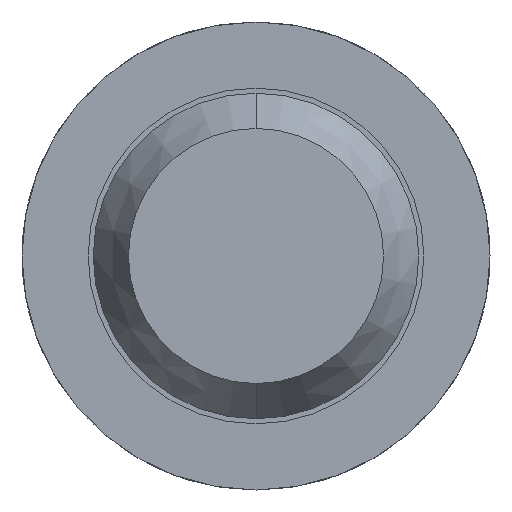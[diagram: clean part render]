
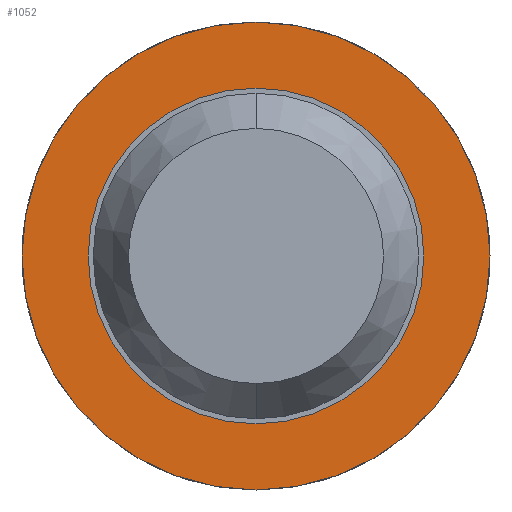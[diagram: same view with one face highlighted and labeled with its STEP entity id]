
A CAD part, front view. The second image highlights one B-rep face of the part: STEP entity #1052.
In plain terms, the highlighted planar face has unit normal (0, -1, 0).
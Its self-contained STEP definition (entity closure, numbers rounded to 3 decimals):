
#35 = CIRCLE ( 'NONE', #4187, 1.15 ) ;
#94 = ORIENTED_EDGE ( 'NONE', *, *, #2207, .F. ) ;
#378 = DIRECTION ( 'NONE',  ( 0., 0., 1. ) ) ;
#578 = AXIS2_PLACEMENT_3D ( 'NONE', #3371, #1531, #4068 ) ;
#707 = DIRECTION ( 'NONE',  ( 0., 1., 0. ) ) ;
#710 = VERTEX_POINT ( 'NONE', #4497 ) ;
#953 = EDGE_CURVE ( 'Defeature ausgef�hrt1_31+Defeature ausgef�hrt1_38+Defeature ausgef�hrt1_38+Defeature ausgef�hrt1_38', #3897, #710, #35, .T. ) ;
#966 = DIRECTION ( 'NONE',  ( 0., 0., 1. ) ) ;
#1009 = CARTESIAN_POINT ( 'NONE',  ( 0.825, -1.7, 0. ) ) ;
#1052 = ADVANCED_FACE ( 'Defeature ausgef�hrt1_38', ( #3005, #1566 ), #2119, .F. ) ;
#1073 = ORIENTED_EDGE ( 'NONE', *, *, #1935, .T. ) ;
#1201 = EDGE_LOOP ( 'NONE', ( #1996, #94 ) ) ;
#1390 = CARTESIAN_POINT ( 'NONE',  ( 0., -1.7, 0. ) ) ;
#1468 = CARTESIAN_POINT ( 'NONE',  ( 0., -1.7, 0. ) ) ;
#1531 = DIRECTION ( 'NONE',  ( 0., 1., 0. ) ) ;
#1566 = FACE_BOUND ( 'NONE', #2036, .T. ) ;
#1637 = AXIS2_PLACEMENT_3D ( 'NONE', #1009, #707, #1971 ) ;
#1646 = CARTESIAN_POINT ( 'NONE',  ( 0., -1.7, 1.15 ) ) ;
#1935 = EDGE_CURVE ( 'Defeature ausgef�hrt1_38+Defeature ausgef�hrt1_37+Defeature ausgef�hrt1_37+Defeature ausgef�hrt1_37', #3046, #4250, #2127, .T. ) ;
#1971 = DIRECTION ( 'NONE',  ( 0., 0., 1. ) ) ;
#1996 = ORIENTED_EDGE ( 'NONE', *, *, #953, .F. ) ;
#2036 = EDGE_LOOP ( 'NONE', ( #1073, #4511 ) ) ;
#2119 = PLANE ( 'NONE',  #1637 ) ;
#2127 = CIRCLE ( 'NONE', #3421, 0.825 ) ;
#2194 = DIRECTION ( 'NONE',  ( 0., 1., 0. ) ) ;
#2207 = EDGE_CURVE ( 'Defeature ausgef�hrt1_31+Defeature ausgef�hrt1_38+Defeature ausgef�hrt1_38+Defeature ausgef�hrt1_38', #710, #3897, #2707, .T. ) ;
#2612 = CIRCLE ( 'NONE', #578, 0.825 ) ;
#2707 = CIRCLE ( 'NONE', #3251, 1.15 ) ;
#2765 = DIRECTION ( 'NONE',  ( 0., 1., 0. ) ) ;
#2918 = CARTESIAN_POINT ( 'NONE',  ( 0., -1.7, 0.825 ) ) ;
#3005 = FACE_OUTER_BOUND ( 'NONE', #1201, .T. ) ;
#3046 = VERTEX_POINT ( 'NONE', #2918 ) ;
#3101 = CARTESIAN_POINT ( 'NONE',  ( 0., -1.7, -0.825 ) ) ;
#3220 = DIRECTION ( 'NONE',  ( 0., 1., 0. ) ) ;
#3251 = AXIS2_PLACEMENT_3D ( 'NONE', #3490, #2765, #966 ) ;
#3371 = CARTESIAN_POINT ( 'NONE',  ( 0., -1.7, 0. ) ) ;
#3421 = AXIS2_PLACEMENT_3D ( 'NONE', #1468, #2194, #378 ) ;
#3490 = CARTESIAN_POINT ( 'NONE',  ( 0., -1.7, 0. ) ) ;
#3638 = EDGE_CURVE ( 'Defeature ausgef�hrt1_38+Defeature ausgef�hrt1_37+Defeature ausgef�hrt1_37+Defeature ausgef�hrt1_37', #4250, #3046, #2612, .T. ) ;
#3897 = VERTEX_POINT ( 'NONE', #1646 ) ;
#4068 = DIRECTION ( 'NONE',  ( 0., 0., 1. ) ) ;
#4187 = AXIS2_PLACEMENT_3D ( 'NONE', #1390, #3220, #4668 ) ;
#4250 = VERTEX_POINT ( 'NONE', #3101 ) ;
#4497 = CARTESIAN_POINT ( 'NONE',  ( 0., -1.7, -1.15 ) ) ;
#4511 = ORIENTED_EDGE ( 'NONE', *, *, #3638, .T. ) ;
#4668 = DIRECTION ( 'NONE',  ( 0., 0., 1. ) ) ;
